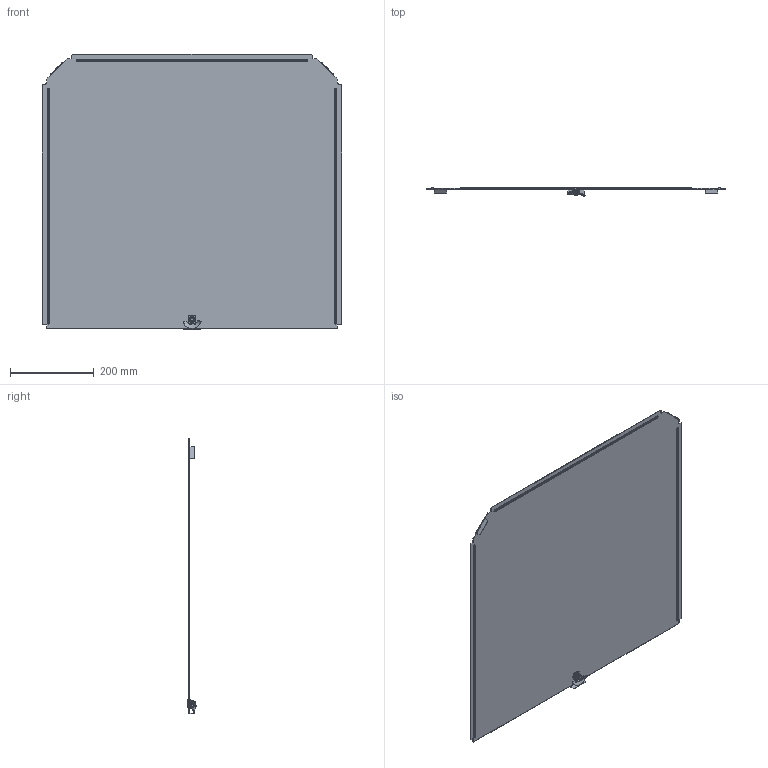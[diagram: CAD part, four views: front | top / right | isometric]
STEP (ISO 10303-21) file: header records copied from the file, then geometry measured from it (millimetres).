
FILE_DESCRIPTION (( 'STEP AP214' ), '1' );
FILE_NAME ('6038612.STEP', '2024-12-16T15:06:02', ( '' ), ( '' ), 'SwSTEP 2.0', 'SolidWorks 2024', '' );
FILE_SCHEMA (( 'AUTOMOTIVE_DESIGN' ));
Length unit declared in the file: millimetre
Products named in the file (7): 099600_Standard; BS001 8_Washer DIN 125 - A 8.4; 020263_DIN EN ISO 10511 - M8 ; 107589_M8x13 Vierkanthöhe 2 Führung 1,7  A4-70; 6038612; 109905_quadratisch; 183773_NB 600
Assembly tree (6 placements, depth 2):
  6038612
    183773_NB 600
    109905_quadratisch
    099600_Standard
    020263_DIN EN ISO 10511 - M8 
    107589_M8x13 Vierkanthöhe 2 Führung 1,7  A4-70
    BS001 8_Washer DIN 125 - A 8.4
Bounding box: 715.6 x 21.36 x 657.8 mm (x, y, z)
Volume: 474244.4 mm3; surface area: 945234.6 mm2
Topology: 6 solids, 7 shells, 319 faces, 801 edges, 505 vertices
Faces by surface type: plane 120, cylinder 83, bspline 40, cone 40, torus 24, sphere 12
Entity records: 12663 total; most frequent: CARTESIAN_POINT 5113, ORIENTED_EDGE 1594, DIRECTION 1455, EDGE_CURVE 797, AXIS2_PLACEMENT_3D 566, VERTEX_POINT 505, EDGE_LOOP 338, VECTOR 323
